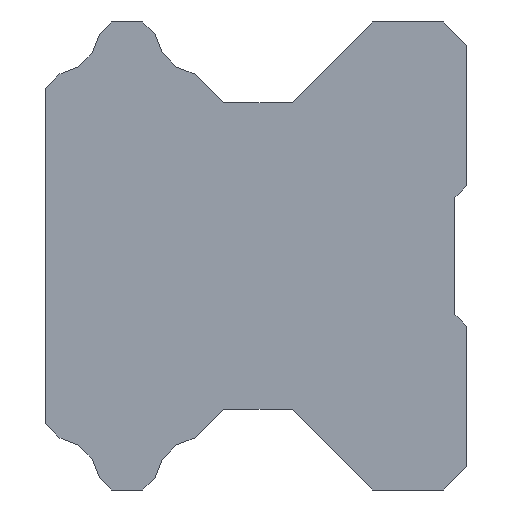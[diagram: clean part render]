
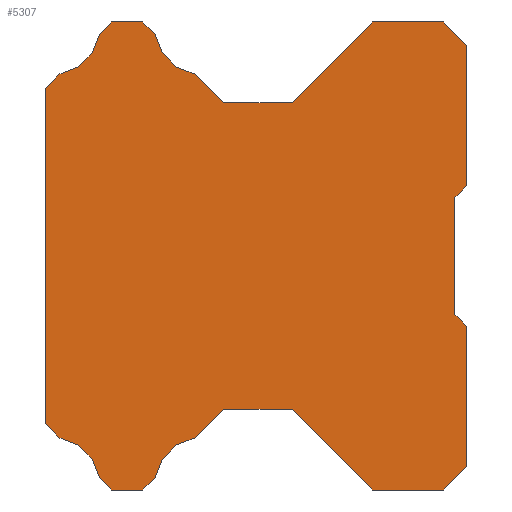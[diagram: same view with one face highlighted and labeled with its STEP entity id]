
A CAD part, left-side view. The second image highlights one B-rep face of the part: STEP entity #5307.
In plain terms, the highlighted planar face has unit normal (-1, 0, 0).
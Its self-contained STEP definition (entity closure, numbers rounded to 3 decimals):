
#224=CIRCLE('',#5935,2.06);
#226=CIRCLE('',#5941,2.06);
#278=CIRCLE('',#5997,2.06);
#280=CIRCLE('',#6003,2.06);
#585=LINE('',#9068,#861);
#587=LINE('',#9074,#863);
#589=LINE('',#9079,#865);
#591=LINE('',#9083,#867);
#595=LINE('',#9092,#871);
#598=LINE('',#9098,#874);
#601=LINE('',#9104,#877);
#604=LINE('',#9110,#880);
#607=LINE('',#9116,#883);
#610=LINE('',#9122,#886);
#613=LINE('',#9128,#889);
#616=LINE('',#9134,#892);
#619=LINE('',#9140,#895);
#623=LINE('',#9152,#899);
#626=LINE('',#9158,#902);
#629=LINE('',#9164,#905);
#633=LINE('',#9176,#909);
#636=LINE('',#9282,#912);
#639=LINE('',#9288,#915);
#643=LINE('',#9300,#919);
#646=LINE('',#9306,#922);
#649=LINE('',#9312,#925);
#653=LINE('',#9324,#929);
#656=LINE('',#9330,#932);
#861=VECTOR('',#7358,1000.);
#863=VECTOR('',#7364,1000.);
#865=VECTOR('',#7370,1000.);
#867=VECTOR('',#7374,1000.);
#871=VECTOR('',#7380,1000.);
#874=VECTOR('',#7385,1000.);
#877=VECTOR('',#7390,1000.);
#880=VECTOR('',#7399,1000.);
#883=VECTOR('',#7404,1000.);
#886=VECTOR('',#7409,1000.);
#889=VECTOR('',#7414,1000.);
#892=VECTOR('',#7419,1000.);
#895=VECTOR('',#7424,1000.);
#899=VECTOR('',#7436,1000.);
#902=VECTOR('',#7441,1000.);
#905=VECTOR('',#7446,1000.);
#909=VECTOR('',#7458,1000.);
#912=VECTOR('',#7563,1000.);
#915=VECTOR('',#7568,1000.);
#919=VECTOR('',#7580,1000.);
#922=VECTOR('',#7585,1000.);
#925=VECTOR('',#7590,1000.);
#929=VECTOR('',#7602,1000.);
#932=VECTOR('',#7607,1000.);
#1824=ORIENTED_EDGE('',*,*,#2910,.F.);
#1825=ORIENTED_EDGE('',*,*,#3034,.F.);
#1826=ORIENTED_EDGE('',*,*,#3031,.F.);
#1827=ORIENTED_EDGE('',*,*,#3028,.T.);
#1828=ORIENTED_EDGE('',*,*,#3025,.F.);
#1829=ORIENTED_EDGE('',*,*,#3022,.F.);
#1830=ORIENTED_EDGE('',*,*,#3019,.F.);
#1831=ORIENTED_EDGE('',*,*,#3016,.T.);
#1832=ORIENTED_EDGE('',*,*,#3013,.F.);
#1833=ORIENTED_EDGE('',*,*,#3010,.F.);
#1834=ORIENTED_EDGE('',*,*,#2957,.F.);
#1835=ORIENTED_EDGE('',*,*,#2954,.T.);
#1836=ORIENTED_EDGE('',*,*,#2951,.F.);
#1837=ORIENTED_EDGE('',*,*,#2948,.F.);
#1838=ORIENTED_EDGE('',*,*,#2945,.F.);
#1839=ORIENTED_EDGE('',*,*,#2942,.T.);
#1840=ORIENTED_EDGE('',*,*,#2939,.F.);
#1841=ORIENTED_EDGE('',*,*,#2936,.F.);
#1842=ORIENTED_EDGE('',*,*,#2933,.F.);
#1843=ORIENTED_EDGE('',*,*,#2930,.F.);
#1844=ORIENTED_EDGE('',*,*,#2927,.F.);
#1845=ORIENTED_EDGE('',*,*,#2924,.F.);
#1846=ORIENTED_EDGE('',*,*,#2908,.F.);
#1847=ORIENTED_EDGE('',*,*,#2905,.F.);
#1848=ORIENTED_EDGE('',*,*,#2902,.F.);
#1849=ORIENTED_EDGE('',*,*,#2920,.F.);
#1850=ORIENTED_EDGE('',*,*,#2917,.F.);
#1851=ORIENTED_EDGE('',*,*,#2914,.F.);
#2902=EDGE_CURVE('',#3439,#3440,#585,.T.);
#2905=EDGE_CURVE('',#3440,#3442,#587,.T.);
#2908=EDGE_CURVE('',#3442,#3443,#589,.T.);
#2910=EDGE_CURVE('',#3444,#3445,#591,.T.);
#2914=EDGE_CURVE('',#3445,#3448,#595,.T.);
#2917=EDGE_CURVE('',#3448,#3450,#598,.T.);
#2920=EDGE_CURVE('',#3450,#3439,#601,.T.);
#2924=EDGE_CURVE('',#3443,#3452,#604,.T.);
#2927=EDGE_CURVE('',#3452,#3454,#607,.T.);
#2930=EDGE_CURVE('',#3454,#3456,#610,.T.);
#2933=EDGE_CURVE('',#3456,#3458,#613,.T.);
#2936=EDGE_CURVE('',#3458,#3460,#616,.T.);
#2939=EDGE_CURVE('',#3460,#3462,#619,.T.);
#2942=EDGE_CURVE('',#3464,#3462,#224,.T.);
#2945=EDGE_CURVE('',#3464,#3466,#623,.T.);
#2948=EDGE_CURVE('',#3466,#3468,#626,.T.);
#2951=EDGE_CURVE('',#3468,#3470,#629,.T.);
#2954=EDGE_CURVE('',#3472,#3470,#226,.T.);
#2957=EDGE_CURVE('',#3472,#3474,#633,.T.);
#3010=EDGE_CURVE('',#3474,#3526,#636,.T.);
#3013=EDGE_CURVE('',#3526,#3528,#639,.T.);
#3016=EDGE_CURVE('',#3530,#3528,#278,.T.);
#3019=EDGE_CURVE('',#3530,#3532,#643,.T.);
#3022=EDGE_CURVE('',#3532,#3534,#646,.T.);
#3025=EDGE_CURVE('',#3534,#3536,#649,.T.);
#3028=EDGE_CURVE('',#3538,#3536,#280,.T.);
#3031=EDGE_CURVE('',#3538,#3540,#653,.T.);
#3034=EDGE_CURVE('',#3540,#3444,#656,.T.);
#3439=VERTEX_POINT('',#9067);
#3440=VERTEX_POINT('',#9069);
#3442=VERTEX_POINT('',#9075);
#3443=VERTEX_POINT('',#9080);
#3444=VERTEX_POINT('',#9084);
#3445=VERTEX_POINT('',#9085);
#3448=VERTEX_POINT('',#9093);
#3450=VERTEX_POINT('',#9099);
#3452=VERTEX_POINT('',#9111);
#3454=VERTEX_POINT('',#9117);
#3456=VERTEX_POINT('',#9123);
#3458=VERTEX_POINT('',#9129);
#3460=VERTEX_POINT('',#9135);
#3462=VERTEX_POINT('',#9141);
#3464=VERTEX_POINT('',#9147);
#3466=VERTEX_POINT('',#9153);
#3468=VERTEX_POINT('',#9159);
#3470=VERTEX_POINT('',#9165);
#3472=VERTEX_POINT('',#9171);
#3474=VERTEX_POINT('',#9177);
#3526=VERTEX_POINT('',#9283);
#3528=VERTEX_POINT('',#9289);
#3530=VERTEX_POINT('',#9295);
#3532=VERTEX_POINT('',#9301);
#3534=VERTEX_POINT('',#9307);
#3536=VERTEX_POINT('',#9313);
#3538=VERTEX_POINT('',#9319);
#3540=VERTEX_POINT('',#9325);
#4071=EDGE_LOOP('',(#1824,#1825,#1826,#1827,#1828,#1829,#1830,#1831,#1832,
#1833,#1834,#1835,#1836,#1837,#1838,#1839,#1840,#1841,#1842,#1843,#1844,
#1845,#1846,#1847,#1848,#1849,#1850,#1851));
#4601=FACE_BOUND('',#4071,.T.);
#5077=PLANE('',#6008);
#5307=ADVANCED_FACE('',(#4601),#5077,.F.);
#5935=AXIS2_PLACEMENT_3D('',#9146,#7429,#7430);
#5941=AXIS2_PLACEMENT_3D('',#9170,#7451,#7452);
#5997=AXIS2_PLACEMENT_3D('',#9294,#7573,#7574);
#6003=AXIS2_PLACEMENT_3D('',#9318,#7595,#7596);
#6008=AXIS2_PLACEMENT_3D('',#9333,#7611,#7612);
#7358=DIRECTION('',(0.,0.707,-0.707));
#7364=DIRECTION('',(0.,0.,-1.));
#7370=DIRECTION('',(0.,-0.707,-0.707));
#7374=DIRECTION('',(0.,-0.707,0.707));
#7380=DIRECTION('',(0.,-1.,0.));
#7385=DIRECTION('',(0.,-0.707,-0.707));
#7390=DIRECTION('',(0.,0.,-1.));
#7399=DIRECTION('',(0.,0.,-1.));
#7404=DIRECTION('',(0.,0.707,-0.707));
#7409=DIRECTION('',(0.,1.,0.));
#7414=DIRECTION('',(0.,0.707,0.707));
#7419=DIRECTION('',(0.,1.,0.));
#7424=DIRECTION('',(0.,0.707,-0.707));
#7429=DIRECTION('',(1.,0.,0.));
#7430=DIRECTION('',(0.,0.,-1.));
#7436=DIRECTION('',(0.,0.707,-0.707));
#7441=DIRECTION('',(0.,1.,0.));
#7446=DIRECTION('',(0.,0.707,0.707));
#7451=DIRECTION('',(1.,0.,0.));
#7452=DIRECTION('',(0.,0.,-1.));
#7458=DIRECTION('',(0.,0.707,0.707));
#7563=DIRECTION('',(0.,0.,1.));
#7568=DIRECTION('',(0.,-0.707,0.707));
#7573=DIRECTION('',(1.,0.,0.));
#7574=DIRECTION('',(0.,0.,-1.));
#7580=DIRECTION('',(0.,-0.707,0.707));
#7585=DIRECTION('',(0.,-1.,0.));
#7590=DIRECTION('',(0.,-0.707,-0.707));
#7595=DIRECTION('',(1.,0.,0.));
#7596=DIRECTION('',(0.,0.,-1.));
#7602=DIRECTION('',(0.,-0.707,-0.707));
#7607=DIRECTION('',(0.,-1.,0.));
#7611=DIRECTION('',(1.,0.,0.));
#7612=DIRECTION('',(0.,0.,-1.));
#9067=CARTESIAN_POINT('',(-30.,0.,3.));
#9068=CARTESIAN_POINT('',(-30.,0.,3.));
#9069=CARTESIAN_POINT('',(-30.,0.5,2.5));
#9074=CARTESIAN_POINT('',(-30.,0.5,2.5));
#9075=CARTESIAN_POINT('',(-30.,0.5,-2.5));
#9079=CARTESIAN_POINT('',(-30.,0.5,-2.5));
#9080=CARTESIAN_POINT('',(-30.,0.,-3.));
#9083=CARTESIAN_POINT('',(-30.,7.45,6.55));
#9084=CARTESIAN_POINT('',(-30.,7.45,6.55));
#9085=CARTESIAN_POINT('',(-30.,4.,10.));
#9092=CARTESIAN_POINT('',(-30.,4.,10.));
#9093=CARTESIAN_POINT('',(-30.,1.,10.));
#9098=CARTESIAN_POINT('',(-30.,1.,10.));
#9099=CARTESIAN_POINT('',(-30.,0.,9.));
#9104=CARTESIAN_POINT('',(-30.,0.,9.));
#9110=CARTESIAN_POINT('',(-30.,0.,-3.));
#9111=CARTESIAN_POINT('',(-30.,0.,-9.));
#9116=CARTESIAN_POINT('',(-30.,0.,-9.));
#9117=CARTESIAN_POINT('',(-30.,1.,-10.));
#9122=CARTESIAN_POINT('',(-30.,1.,-10.));
#9123=CARTESIAN_POINT('',(-30.,4.,-10.));
#9128=CARTESIAN_POINT('',(-30.,4.,-10.));
#9129=CARTESIAN_POINT('',(-30.,7.45,-6.55));
#9134=CARTESIAN_POINT('',(-30.,7.45,-6.55));
#9135=CARTESIAN_POINT('',(-30.,10.38,-6.55));
#9140=CARTESIAN_POINT('',(-30.,10.38,-6.55));
#9141=CARTESIAN_POINT('',(-30.,11.597,-7.767));
#9146=CARTESIAN_POINT('',(-30.,11.279,-9.802));
#9147=CARTESIAN_POINT('',(-30.,13.314,-9.484));
#9152=CARTESIAN_POINT('',(-30.,13.314,-9.484));
#9153=CARTESIAN_POINT('',(-30.,13.83,-10.));
#9158=CARTESIAN_POINT('',(-30.,13.83,-10.));
#9159=CARTESIAN_POINT('',(-30.,15.16,-10.));
#9164=CARTESIAN_POINT('',(-30.,15.16,-10.));
#9165=CARTESIAN_POINT('',(-30.,15.689,-9.471));
#9170=CARTESIAN_POINT('',(-30.,17.72,-9.815));
#9171=CARTESIAN_POINT('',(-30.,17.376,-7.784));
#9176=CARTESIAN_POINT('',(-30.,17.376,-7.784));
#9177=CARTESIAN_POINT('',(-30.,18.,-7.16));
#9282=CARTESIAN_POINT('',(-30.,18.,-7.16));
#9283=CARTESIAN_POINT('',(-30.,18.,7.16));
#9288=CARTESIAN_POINT('',(-30.,18.,7.16));
#9289=CARTESIAN_POINT('',(-30.,17.376,7.784));
#9294=CARTESIAN_POINT('',(-30.,17.72,9.815));
#9295=CARTESIAN_POINT('',(-30.,15.689,9.471));
#9300=CARTESIAN_POINT('',(-30.,15.689,9.471));
#9301=CARTESIAN_POINT('',(-30.,15.16,10.));
#9306=CARTESIAN_POINT('',(-30.,15.16,10.));
#9307=CARTESIAN_POINT('',(-30.,13.83,10.));
#9312=CARTESIAN_POINT('',(-30.,13.83,10.));
#9313=CARTESIAN_POINT('',(-30.,13.314,9.484));
#9318=CARTESIAN_POINT('',(-30.,11.279,9.802));
#9319=CARTESIAN_POINT('',(-30.,11.597,7.767));
#9324=CARTESIAN_POINT('',(-30.,11.597,7.767));
#9325=CARTESIAN_POINT('',(-30.,10.38,6.55));
#9330=CARTESIAN_POINT('',(-30.,10.38,6.55));
#9333=CARTESIAN_POINT('',(-30.,11.279,-9.802));
